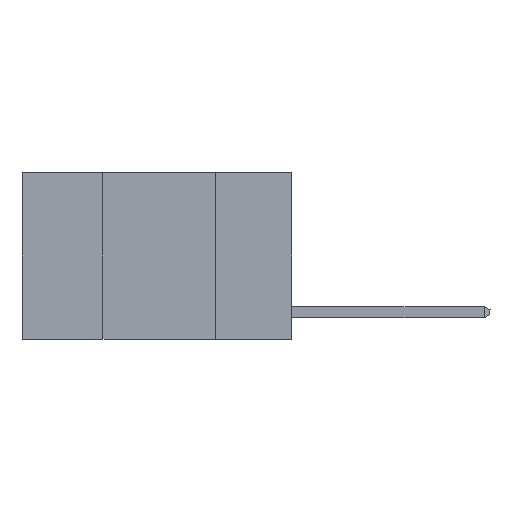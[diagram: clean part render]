
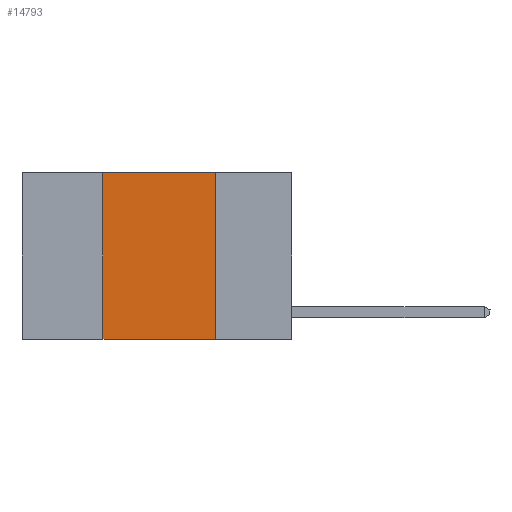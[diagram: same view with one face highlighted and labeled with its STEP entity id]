
A CAD part, left-side view. The second image highlights one B-rep face of the part: STEP entity #14793.
In plain terms, the highlighted planar face has unit normal (-1, 0, 0).
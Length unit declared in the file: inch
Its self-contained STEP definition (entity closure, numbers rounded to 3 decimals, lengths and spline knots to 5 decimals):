
#491 = ORIENTED_EDGE ( 'NONE', *, *, #17676, .F. ) ;
#507 = CARTESIAN_POINT ( 'NONE',  ( 0., 0.6, -0.37 ) ) ;
#563 = EDGE_CURVE ( 'NONE', #21818, #21009, #7406, .T. ) ;
#2273 = CARTESIAN_POINT ( 'NONE',  ( 0., 0.6, 0. ) ) ;
#2658 = AXIS2_PLACEMENT_3D ( 'NONE', #2273, #31255, #21415 ) ;
#3731 = DIRECTION ( 'NONE',  ( 0., -1., 0. ) ) ;
#4252 = CARTESIAN_POINT ( 'NONE',  ( 0., 0.42, 0. ) ) ;
#4485 = PLANE ( 'NONE',  #2658 ) ;
#4973 = VERTEX_POINT ( 'NONE', #5232 ) ;
#5174 = CARTESIAN_POINT ( 'NONE',  ( 0., 0.42, 0. ) ) ;
#5232 = CARTESIAN_POINT ( 'NONE',  ( 0., 0.42, -0.37 ) ) ;
#5371 = ORIENTED_EDGE ( 'NONE', *, *, #563, .F. ) ;
#6357 = VECTOR ( 'NONE', #21430, 39.37008 ) ;
#7043 = VECTOR ( 'NONE', #18088, 39.37008 ) ;
#7263 = EDGE_CURVE ( 'NONE', #4973, #21009, #20455, .T. ) ;
#7387 = DIRECTION ( 'NONE',  ( 0., 0., 1. ) ) ;
#7406 = LINE ( 'NONE', #25708, #6357 ) ;
#8232 = CARTESIAN_POINT ( 'NONE',  ( 0., 0.17, 0. ) ) ;
#8292 = ORIENTED_EDGE ( 'NONE', *, *, #17076, .F. ) ;
#9093 = VERTEX_POINT ( 'NONE', #4252 ) ;
#10218 = LINE ( 'NONE', #5174, #18628 ) ;
#10851 = LINE ( 'NONE', #18007, #14307 ) ;
#11137 = CARTESIAN_POINT ( 'NONE',  ( 0., 0.17, -0.37 ) ) ;
#14294 = FACE_OUTER_BOUND ( 'NONE', #18340, .T. ) ;
#14307 = VECTOR ( 'NONE', #3731, 39.37008 ) ;
#14793 = ADVANCED_FACE ( 'NONE', ( #14294 ), #4485, .F. ) ;
#17076 = EDGE_CURVE ( 'NONE', #9093, #21818, #10851, .T. ) ;
#17676 = EDGE_CURVE ( 'NONE', #4973, #9093, #10218, .T. ) ;
#18007 = CARTESIAN_POINT ( 'NONE',  ( 0., 0.6, 0. ) ) ;
#18088 = DIRECTION ( 'NONE',  ( 0., -1., 0. ) ) ;
#18340 = EDGE_LOOP ( 'NONE', ( #5371, #8292, #491, #24411 ) ) ;
#18628 = VECTOR ( 'NONE', #7387, 39.37008 ) ;
#20455 = LINE ( 'NONE', #507, #7043 ) ;
#21009 = VERTEX_POINT ( 'NONE', #11137 ) ;
#21415 = DIRECTION ( 'NONE',  ( 0., 0., -1. ) ) ;
#21430 = DIRECTION ( 'NONE',  ( 0., 0., -1. ) ) ;
#21818 = VERTEX_POINT ( 'NONE', #8232 ) ;
#24411 = ORIENTED_EDGE ( 'NONE', *, *, #7263, .T. ) ;
#25708 = CARTESIAN_POINT ( 'NONE',  ( 0., 0.17, 0. ) ) ;
#31255 = DIRECTION ( 'NONE',  ( 1., 0., 0. ) ) ;
